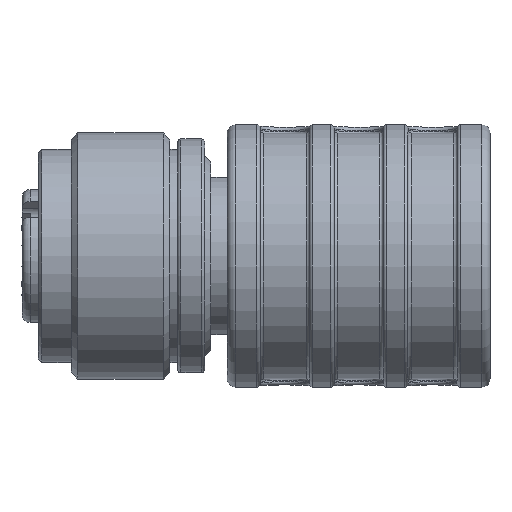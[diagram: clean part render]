
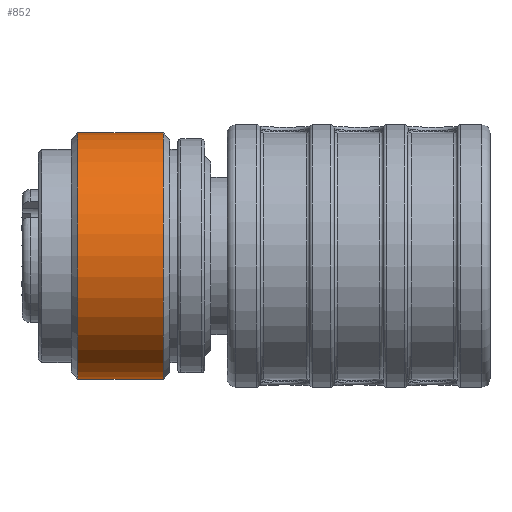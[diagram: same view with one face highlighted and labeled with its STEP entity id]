
A CAD part, top view. The second image highlights one B-rep face of the part: STEP entity #852.
In plain terms, the highlighted cylindrical face has radius 7.5 mm (diameter 15 mm), a full revolution.
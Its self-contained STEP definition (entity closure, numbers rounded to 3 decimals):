
#852=ADVANCED_FACE('',(#1063,#1064),#983,.T.);
#983=CYLINDRICAL_SURFACE('',#3472,7.5);
#1063=FACE_BOUND('',#1285,.T.);
#1064=FACE_BOUND('',#1286,.T.);
#1285=EDGE_LOOP('',(#1983));
#1286=EDGE_LOOP('',(#1984));
#1983=ORIENTED_EDGE('',*,*,#2845,.T.);
#1984=ORIENTED_EDGE('',*,*,#2844,.F.);
#2445=VERTEX_POINT('',#5754);
#2446=VERTEX_POINT('',#5757);
#2844=EDGE_CURVE('',#2445,#2445,#3117,.T.);
#2845=EDGE_CURVE('',#2446,#2446,#3118,.T.);
#3117=CIRCLE('',#3469,7.5);
#3118=CIRCLE('',#3471,7.5);
#3469=AXIS2_PLACEMENT_3D('',#5753,#4300,#4301);
#3471=AXIS2_PLACEMENT_3D('',#5756,#4304,#4305);
#3472=AXIS2_PLACEMENT_3D('',#5758,#4306,#4307);
#4300=DIRECTION('',(-1.,0.,0.));
#4301=DIRECTION('',(0.,0.,-1.));
#4304=DIRECTION('',(-1.,0.,0.));
#4305=DIRECTION('',(0.,0.,-1.));
#4306=DIRECTION('',(-1.,0.,0.));
#4307=DIRECTION('',(0.,0.,1.));
#5753=CARTESIAN_POINT('',(32.9,50.,102.5));
#5754=CARTESIAN_POINT('',(32.9,50.,95.));
#5756=CARTESIAN_POINT('',(38.1,50.,102.5));
#5757=CARTESIAN_POINT('',(38.1,50.,95.));
#5758=CARTESIAN_POINT('',(30.5,50.,102.5));
